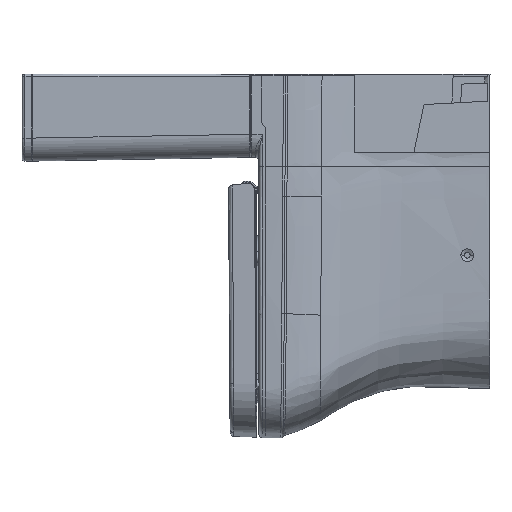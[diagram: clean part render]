
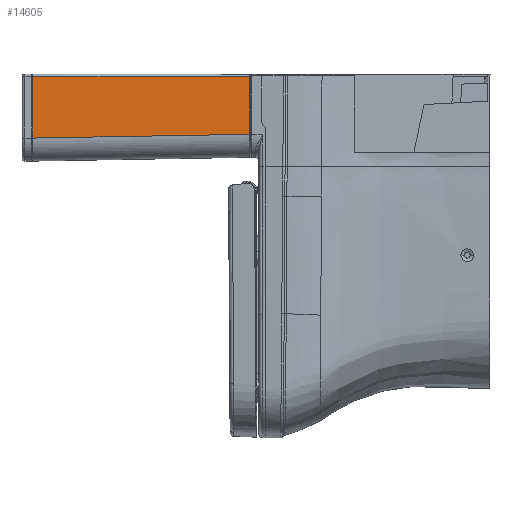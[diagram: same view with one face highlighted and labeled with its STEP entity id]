
A CAD part, left-side view. The second image highlights one B-rep face of the part: STEP entity #14605.
In plain terms, the highlighted face is planar.
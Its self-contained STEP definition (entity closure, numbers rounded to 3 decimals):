
#3656 = CARTESIAN_POINT ( 'NONE',  ( 186.052, -98.645, 343.541 ) ) ;
#6152 = CARTESIAN_POINT ( 'NONE',  ( 181.659, -98.645, 91.89 ) ) ;
#14605 = ADVANCED_FACE ( 'NONE', ( #85069 ), #37029, .F. ) ;
#15139 = ORIENTED_EDGE ( 'NONE', *, *, #125463, .T. ) ;
#15754 = CARTESIAN_POINT ( 'NONE',  ( 179.797, -98.645, -14.76 ) ) ;
#17139 = VERTEX_POINT ( 'NONE', #3656 ) ;
#17868 = CARTESIAN_POINT ( 'NONE',  ( 179.472, -214.645, -33.424 ) ) ;
#19145 = EDGE_CURVE ( 'NONE', #17139, #38325, #113674, .T. ) ;
#21797 = ORIENTED_EDGE ( 'NONE', *, *, #96814, .T. ) ;
#22729 = CARTESIAN_POINT ( 'NONE',  ( 186.052, -205.231, 343.541 ) ) ;
#25137 = VERTEX_POINT ( 'NONE', #114300 ) ;
#25328 = CARTESIAN_POINT ( 'NONE',  ( 179.509, -98.645, -31.263 ) ) ;
#26173 = DIRECTION ( 'NONE',  ( 0., 1., 0. ) ) ;
#30193 = ORIENTED_EDGE ( 'NONE', *, *, #78421, .T. ) ;
#33816 = DIRECTION ( 'NONE',  ( 0., 1., 0. ) ) ;
#36187 = CARTESIAN_POINT ( 'NONE',  ( 179.984, -98.645, -4.095 ) ) ;
#36817 = CARTESIAN_POINT ( 'NONE',  ( 184.836, -98.645, 273.877 ) ) ;
#37029 = PLANE ( 'NONE',  #94979 ) ;
#38325 = VERTEX_POINT ( 'NONE', #22729 ) ;
#45167 = CARTESIAN_POINT ( 'NONE',  ( 182.404, -98.645, 134.55 ) ) ;
#46155 = VECTOR ( 'NONE', #33816, 1000. ) ;
#46428 = CARTESIAN_POINT ( 'NONE',  ( 179.577, -98.645, -27.371 ) ) ;
#50985 = EDGE_LOOP ( 'NONE', ( #15139, #101006, #30193, #21797 ) ) ;
#54762 = CARTESIAN_POINT ( 'NONE',  ( 180.914, -98.645, 49.23 ) ) ;
#61983 = CARTESIAN_POINT ( 'NONE',  ( 179.509, -214.645, -31.263 ) ) ;
#65345 = B_SPLINE_CURVE_WITH_KNOTS ( 'NONE', 3,
 ( #25328, #115524, #46428, #103421, #15754, #36187, #124505, #54762, #6152, #45167, #84847, #36817, #66271 ),
 .UNSPECIFIED., .F., .F.,
 ( 4, 3, 3, 3, 4 ),
 ( 0., 0.016, 0.101, 0.442, 1. ),
 .UNSPECIFIED. ) ;
#66271 = CARTESIAN_POINT ( 'NONE',  ( 186.052, -98.645, 343.541 ) ) ;
#75505 = CARTESIAN_POINT ( 'NONE',  ( 179.477, -198.656, -33.093 ) ) ;
#76760 = LINE ( 'NONE', #75505, #104823 ) ;
#77385 = DIRECTION ( 'NONE',  ( -0.017, 0.017, -1. ) ) ;
#78421 = EDGE_CURVE ( 'NONE', #38325, #79265, #76760, .T. ) ;
#79265 = VERTEX_POINT ( 'NONE', #96217 ) ;
#84847 = CARTESIAN_POINT ( 'NONE',  ( 183.62, -98.645, 204.214 ) ) ;
#84882 = CARTESIAN_POINT ( 'NONE',  ( 186.052, -202.266, 343.541 ) ) ;
#85069 = FACE_OUTER_BOUND ( 'NONE', #50985, .T. ) ;
#94979 = AXIS2_PLACEMENT_3D ( 'NONE', #17868, #105540, #26173 ) ;
#96217 = CARTESIAN_POINT ( 'NONE',  ( 179.509, -198.688, -31.263 ) ) ;
#96814 = EDGE_CURVE ( 'NONE', #79265, #25137, #102313, .T. ) ;
#99445 = VECTOR ( 'NONE', #104096, 1000. ) ;
#101006 = ORIENTED_EDGE ( 'NONE', *, *, #19145, .T. ) ;
#102313 = LINE ( 'NONE', #61983, #46155 ) ;
#103421 = CARTESIAN_POINT ( 'NONE',  ( 179.611, -98.645, -25.426 ) ) ;
#104096 = DIRECTION ( 'NONE',  ( 0., -1., 0. ) ) ;
#104823 = VECTOR ( 'NONE', #77385, 1000. ) ;
#105540 = DIRECTION ( 'NONE',  ( -1., 0., 0.017 ) ) ;
#113674 = LINE ( 'NONE', #84882, #99445 ) ;
#114300 = CARTESIAN_POINT ( 'NONE',  ( 179.509, -98.645, -31.263 ) ) ;
#115524 = CARTESIAN_POINT ( 'NONE',  ( 179.543, -98.645, -29.317 ) ) ;
#124505 = CARTESIAN_POINT ( 'NONE',  ( 180.17, -98.645, 6.57 ) ) ;
#125463 = EDGE_CURVE ( 'NONE', #25137, #17139, #65345, .T. ) ;
